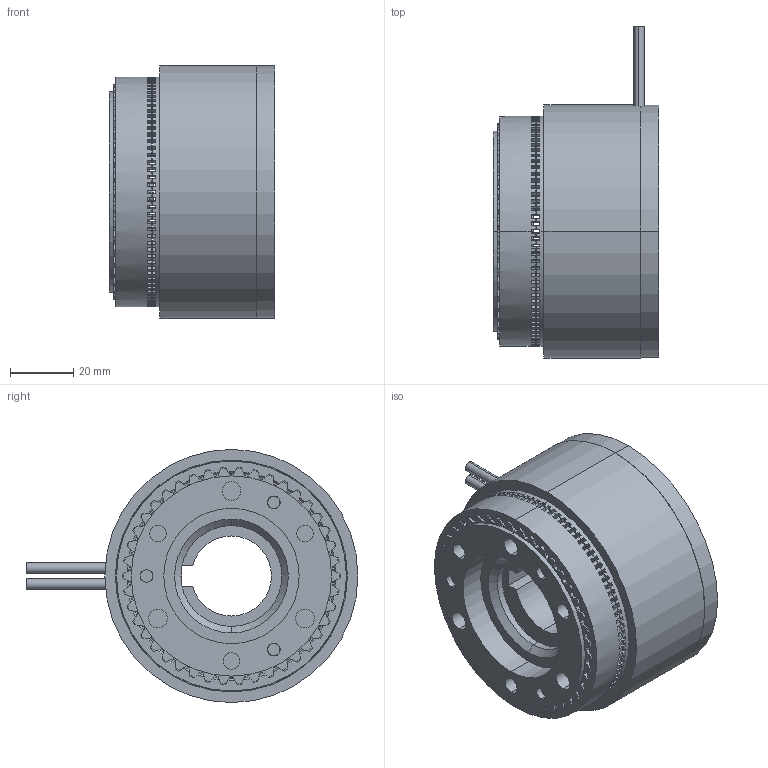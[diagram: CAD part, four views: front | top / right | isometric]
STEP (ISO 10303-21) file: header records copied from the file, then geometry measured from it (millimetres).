
FILE_DESCRIPTION (( 'STEP AP203' ), '1' );
FILE_NAME ('320_WMTC_WebAssy.STEP', '2017-02-21T19:12:56', ( 'Delete' ), ( 'Hewlett-Packard Company' ), 'SwSTEP 2.0', 'SolidWorks 2017', '' );
FILE_SCHEMA (( 'CONFIG_CONTROL_DESIGN' ));
Length unit declared in the file: inch
Products named in the file (1): 320_WMTC_WebAssy
Bounding box: 52.63 x 105.26 x 80.26 mm (x, y, z)
Volume: 195353.5 mm3; surface area: 62587 mm2
Topology: 15 solids, 15 shells, 1631 faces, 4652 edges, 3058 vertices
Faces by surface type: cylinder 697, plane 662, cone 254, torus 6, bspline 6, sphere 6
Entity records: 57927 total; most frequent: CARTESIAN_POINT 13616, DIRECTION 9872, ORIENTED_EDGE 9276, EDGE_CURVE 4638, AXIS2_PLACEMENT_3D 3790, VERTEX_POINT 3058, LINE 2292, VECTOR 2292
